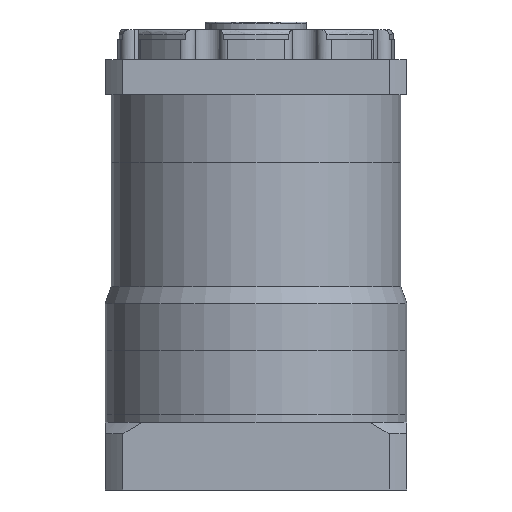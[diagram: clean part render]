
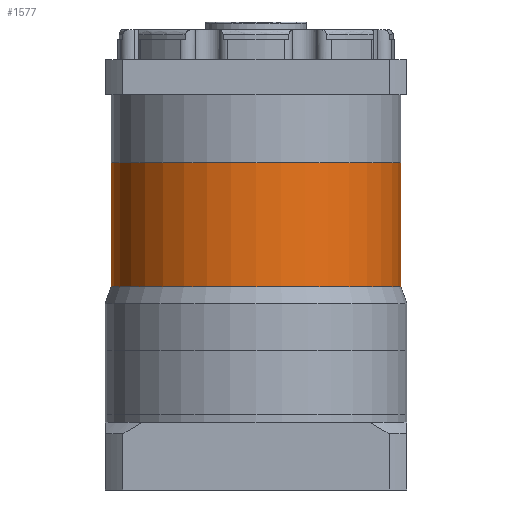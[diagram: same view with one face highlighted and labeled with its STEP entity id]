
A CAD part, front view. The second image highlights one B-rep face of the part: STEP entity #1577.
In plain terms, the highlighted cylindrical face has radius 57.5 mm (diameter 115 mm), a partial arc.
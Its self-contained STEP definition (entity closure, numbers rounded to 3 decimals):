
#753 = VERTEX_POINT ( 'NONE', #3304 ) ;
#1170 = ORIENTED_EDGE ( 'NONE', *, *, #9679, .F. ) ;
#1287 = ORIENTED_EDGE ( 'NONE', *, *, #1335, .F. ) ;
#1335 = EDGE_CURVE ( 'NONE', #6170, #753, #5346, .T. ) ;
#1571 = CARTESIAN_POINT ( 'NONE',  ( 0., 0., 144. ) ) ;
#1577 = ADVANCED_FACE ( 'NONE', ( #5474 ), #4324, .T. ) ;
#2331 = DIRECTION ( 'NONE',  ( 0., 0., 1. ) ) ;
#2464 = VECTOR ( 'NONE', #3667, 1000. ) ;
#2706 = VERTEX_POINT ( 'NONE', #2733 ) ;
#2712 = DIRECTION ( 'NONE',  ( 0., 0., -1. ) ) ;
#2733 = CARTESIAN_POINT ( 'NONE',  ( -57.5, 0., 53.83 ) ) ;
#2746 = CARTESIAN_POINT ( 'NONE',  ( -57.5, 0., 144. ) ) ;
#2747 = DIRECTION ( 'NONE',  ( 0., 0., 1. ) ) ;
#2840 = VECTOR ( 'NONE', #2712, 1000. ) ;
#3110 = LINE ( 'NONE', #10058, #2840 ) ;
#3304 = CARTESIAN_POINT ( 'NONE',  ( 57.5, 0., 103. ) ) ;
#3667 = DIRECTION ( 'NONE',  ( 0., 0., -1. ) ) ;
#4324 = CYLINDRICAL_SURFACE ( 'NONE', #5833, 57.5 ) ;
#5151 = EDGE_LOOP ( 'NONE', ( #1170, #1287, #6732, #5172 ) ) ;
#5172 = ORIENTED_EDGE ( 'NONE', *, *, #8858, .T. ) ;
#5346 = CIRCLE ( 'NONE', #5680, 57.5 ) ;
#5474 = FACE_OUTER_BOUND ( 'NONE', #5151, .T. ) ;
#5680 = AXIS2_PLACEMENT_3D ( 'NONE', #8235, #2747, #9159 ) ;
#5833 = AXIS2_PLACEMENT_3D ( 'NONE', #1571, #7980, #6168 ) ;
#6168 = DIRECTION ( 'NONE',  ( -1., 0., 0. ) ) ;
#6170 = VERTEX_POINT ( 'NONE', #10714 ) ;
#6657 = AXIS2_PLACEMENT_3D ( 'NONE', #7815, #2331, #8740 ) ;
#6732 = ORIENTED_EDGE ( 'NONE', *, *, #7895, .T. ) ;
#7043 = LINE ( 'NONE', #2746, #2464 ) ;
#7444 = CIRCLE ( 'NONE', #6657, 57.5 ) ;
#7815 = CARTESIAN_POINT ( 'NONE',  ( 0., 0., 53.83 ) ) ;
#7895 = EDGE_CURVE ( 'NONE', #6170, #2706, #7043, .T. ) ;
#7980 = DIRECTION ( 'NONE',  ( 0., 0., -1. ) ) ;
#8235 = CARTESIAN_POINT ( 'NONE',  ( 0., 0., 103. ) ) ;
#8325 = VERTEX_POINT ( 'NONE', #8903 ) ;
#8740 = DIRECTION ( 'NONE',  ( 1., 0., 0. ) ) ;
#8858 = EDGE_CURVE ( 'NONE', #2706, #8325, #7444, .T. ) ;
#8903 = CARTESIAN_POINT ( 'NONE',  ( 57.5, 0., 53.83 ) ) ;
#9159 = DIRECTION ( 'NONE',  ( 1., 0., 0. ) ) ;
#9679 = EDGE_CURVE ( 'NONE', #753, #8325, #3110, .T. ) ;
#10058 = CARTESIAN_POINT ( 'NONE',  ( 57.5, 0., 144. ) ) ;
#10714 = CARTESIAN_POINT ( 'NONE',  ( -57.5, 0., 103. ) ) ;
